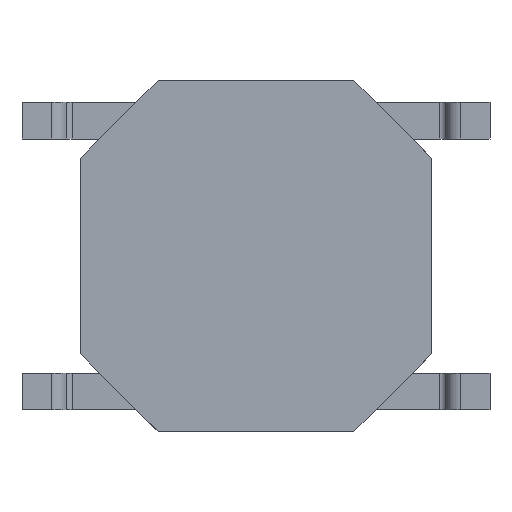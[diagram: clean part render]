
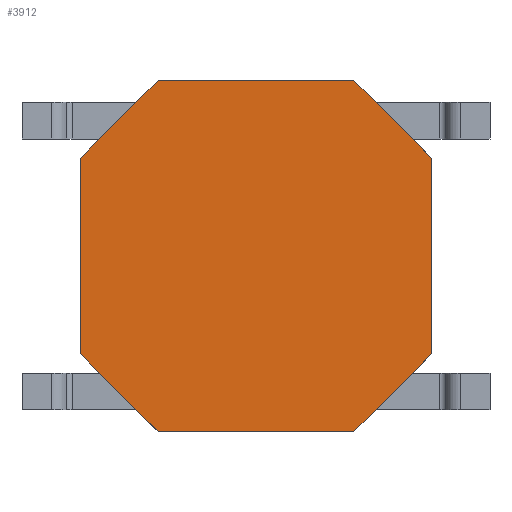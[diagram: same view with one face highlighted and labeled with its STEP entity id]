
A CAD part, front view. The second image highlights one B-rep face of the part: STEP entity #3912.
In plain terms, the highlighted planar face has unit normal (0, -1, 0).
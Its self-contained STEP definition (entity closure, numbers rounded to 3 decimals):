
#13 = CARTESIAN_POINT ( 'NONE',  ( -1.339, -0.4, 2.4 ) ) ;
#25 = FACE_OUTER_BOUND ( 'NONE', #2541, .T. ) ;
#138 = VERTEX_POINT ( 'NONE', #153 ) ;
#153 = CARTESIAN_POINT ( 'NONE',  ( -2.4, -0.4, -1.339 ) ) ;
#221 = CARTESIAN_POINT ( 'NONE',  ( 1.339, -0.4, 2.4 ) ) ;
#309 = AXIS2_PLACEMENT_3D ( 'NONE', #1693, #3898, #2022 ) ;
#344 = CARTESIAN_POINT ( 'NONE',  ( 2.4, -0.4, 1.339 ) ) ;
#438 = ORIENTED_EDGE ( 'NONE', *, *, #850, .F. ) ;
#461 = CARTESIAN_POINT ( 'NONE',  ( -1.339, -0.4, -2.4 ) ) ;
#551 = VECTOR ( 'NONE', #3175, 1000. ) ;
#578 = VECTOR ( 'NONE', #3210, 1000. ) ;
#618 = EDGE_CURVE ( 'NONE', #1315, #1697, #2934, .T. ) ;
#668 = ORIENTED_EDGE ( 'NONE', *, *, #618, .F. ) ;
#850 = EDGE_CURVE ( 'NONE', #1137, #1315, #1414, .T. ) ;
#855 = VERTEX_POINT ( 'NONE', #461 ) ;
#1064 = CARTESIAN_POINT ( 'NONE',  ( 1.339, -0.4, -2.4 ) ) ;
#1081 = CARTESIAN_POINT ( 'NONE',  ( 2.4, -0.4, 1.339 ) ) ;
#1137 = VERTEX_POINT ( 'NONE', #2803 ) ;
#1146 = EDGE_CURVE ( 'NONE', #138, #3890, #3685, .T. ) ;
#1235 = ORIENTED_EDGE ( 'NONE', *, *, #1764, .F. ) ;
#1278 = ORIENTED_EDGE ( 'NONE', *, *, #2874, .F. ) ;
#1300 = LINE ( 'NONE', #1081, #3430 ) ;
#1315 = VERTEX_POINT ( 'NONE', #221 ) ;
#1345 = CARTESIAN_POINT ( 'NONE',  ( 2.4, -0.4, -1.339 ) ) ;
#1389 = DIRECTION ( 'NONE',  ( -0.707, 0., -0.707 ) ) ;
#1414 = LINE ( 'NONE', #13, #3107 ) ;
#1484 = DIRECTION ( 'NONE',  ( 0.707, 0., 0.707 ) ) ;
#1500 = DIRECTION ( 'NONE',  ( 0., 0., 1. ) ) ;
#1686 = LINE ( 'NONE', #1345, #2438 ) ;
#1693 = CARTESIAN_POINT ( 'NONE',  ( 0., -0.4, 0. ) ) ;
#1697 = VERTEX_POINT ( 'NONE', #344 ) ;
#1764 = EDGE_CURVE ( 'NONE', #855, #138, #2994, .T. ) ;
#1806 = DIRECTION ( 'NONE',  ( 0.707, 0., -0.707 ) ) ;
#1816 = CARTESIAN_POINT ( 'NONE',  ( -2.4, -0.4, 1.339 ) ) ;
#1973 = CARTESIAN_POINT ( 'NONE',  ( -1.339, -0.4, -2.4 ) ) ;
#1974 = VERTEX_POINT ( 'NONE', #1064 ) ;
#2022 = DIRECTION ( 'NONE',  ( 0., 0., 1. ) ) ;
#2081 = VECTOR ( 'NONE', #1806, 1000. ) ;
#2107 = VECTOR ( 'NONE', #1500, 1000. ) ;
#2168 = VERTEX_POINT ( 'NONE', #2460 ) ;
#2323 = PLANE ( 'NONE',  #309 ) ;
#2438 = VECTOR ( 'NONE', #1389, 1000. ) ;
#2460 = CARTESIAN_POINT ( 'NONE',  ( 2.4, -0.4, -1.339 ) ) ;
#2499 = EDGE_CURVE ( 'NONE', #2168, #1974, #1686, .T. ) ;
#2541 = EDGE_LOOP ( 'NONE', ( #2984, #1235, #1278, #3463, #3198, #668, #438, #3041 ) ) ;
#2803 = CARTESIAN_POINT ( 'NONE',  ( -1.339, -0.4, 2.4 ) ) ;
#2874 = EDGE_CURVE ( 'NONE', #1974, #855, #3855, .T. ) ;
#2934 = LINE ( 'NONE', #4057, #2081 ) ;
#2948 = CARTESIAN_POINT ( 'NONE',  ( -2.4, -0.4, 1.339 ) ) ;
#2984 = ORIENTED_EDGE ( 'NONE', *, *, #1146, .F. ) ;
#2994 = LINE ( 'NONE', #1973, #551 ) ;
#3041 = ORIENTED_EDGE ( 'NONE', *, *, #3596, .F. ) ;
#3107 = VECTOR ( 'NONE', #4019, 1000. ) ;
#3175 = DIRECTION ( 'NONE',  ( -0.707, 0., 0.707 ) ) ;
#3198 = ORIENTED_EDGE ( 'NONE', *, *, #3983, .F. ) ;
#3210 = DIRECTION ( 'NONE',  ( -1., 0., 0. ) ) ;
#3336 = LINE ( 'NONE', #1816, #4073 ) ;
#3430 = VECTOR ( 'NONE', #3612, 1000. ) ;
#3463 = ORIENTED_EDGE ( 'NONE', *, *, #2499, .F. ) ;
#3596 = EDGE_CURVE ( 'NONE', #3890, #1137, #3336, .T. ) ;
#3612 = DIRECTION ( 'NONE',  ( 0., 0., -1. ) ) ;
#3685 = LINE ( 'NONE', #3968, #2107 ) ;
#3845 = CARTESIAN_POINT ( 'NONE',  ( 1.339, -0.4, -2.4 ) ) ;
#3855 = LINE ( 'NONE', #3845, #578 ) ;
#3890 = VERTEX_POINT ( 'NONE', #2948 ) ;
#3898 = DIRECTION ( 'NONE',  ( 0., 1., 0. ) ) ;
#3912 = ADVANCED_FACE ( 'NONE', ( #25 ), #2323, .F. ) ;
#3968 = CARTESIAN_POINT ( 'NONE',  ( -2.4, -0.4, -1.339 ) ) ;
#3983 = EDGE_CURVE ( 'NONE', #1697, #2168, #1300, .T. ) ;
#4019 = DIRECTION ( 'NONE',  ( 1., 0., 0. ) ) ;
#4057 = CARTESIAN_POINT ( 'NONE',  ( 1.339, -0.4, 2.4 ) ) ;
#4073 = VECTOR ( 'NONE', #1484, 1000. ) ;
